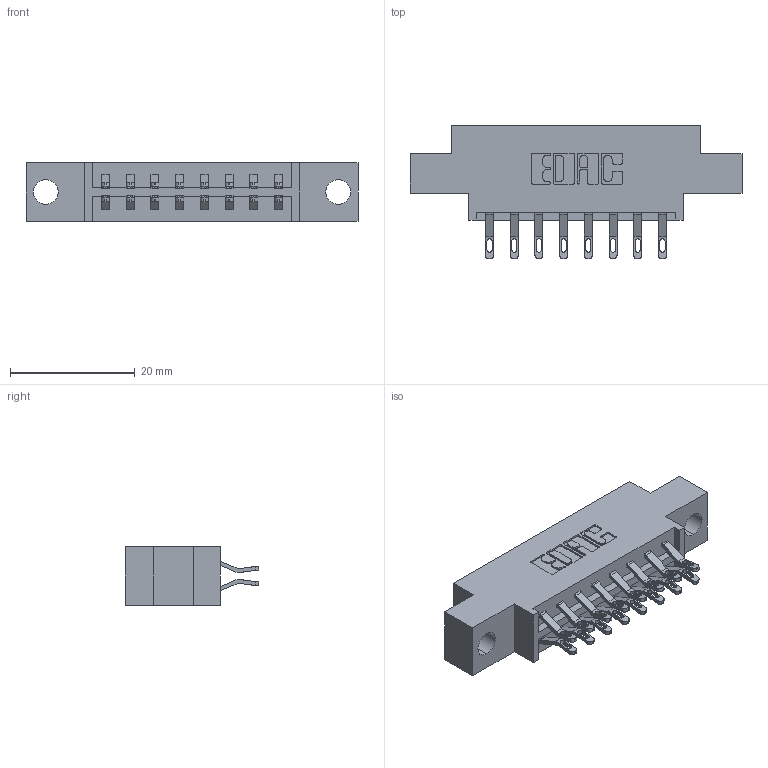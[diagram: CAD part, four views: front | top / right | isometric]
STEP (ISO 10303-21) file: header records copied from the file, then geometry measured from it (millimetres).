
FILE_DESCRIPTION (( 'STEP AP203' ), '1' );
FILE_NAME ('333-016-555-804.STEP', '2018-08-01T12:13:15', ( '' ), ( '' ), 'SwSTEP 2.0', 'SolidWorks 2016', '' );
FILE_SCHEMA (( 'CONFIG_CONTROL_DESIGN' ));
Length unit declared in the file: inch
Products named in the file (3): 333-016-555-804; 333 Part_Offset - .156 Dia - TH; 345-292-001_555 Tail
Assembly tree (17 placements, depth 2):
  333-016-555-804
    333 Part_Offset - .156 Dia - TH
    345-292-001_555 Tail  x16
Bounding box: 53.24 x 21.47 x 9.4 mm (x, y, z)
Volume: 4848.1 mm3; surface area: 5560.2 mm2
Topology: 17 solids, 17 shells, 1046 faces, 3251 edges, 2166 vertices
Faces by surface type: plane 618, cylinder 428
Entity records: 10005 total; most frequent: CARTESIAN_POINT 1736, ORIENTED_EDGE 1642, DIRECTION 1513, EDGE_CURVE 821, LINE 673, VECTOR 673, VERTEX_POINT 546, AXIS2_PLACEMENT_3D 420
